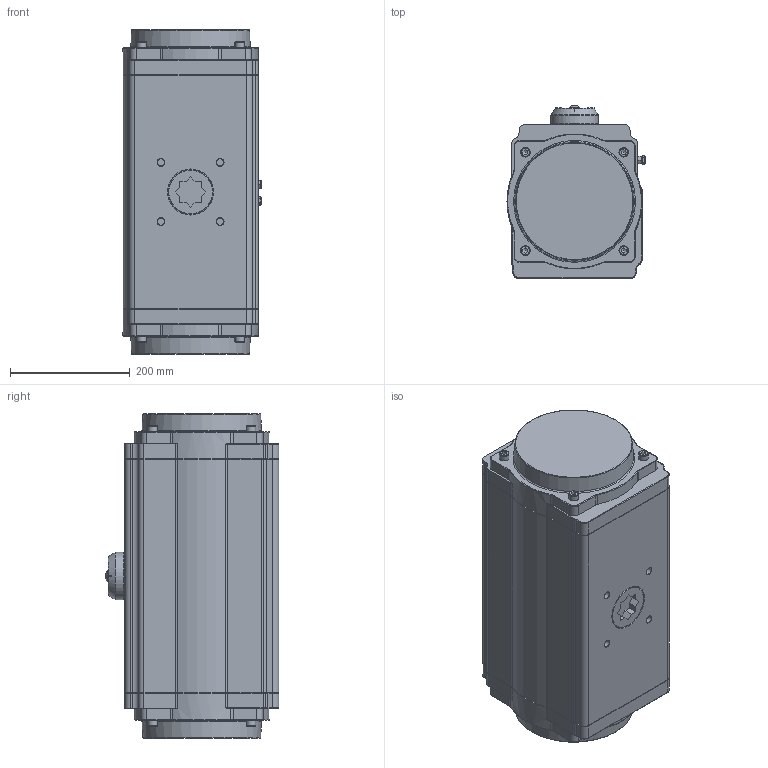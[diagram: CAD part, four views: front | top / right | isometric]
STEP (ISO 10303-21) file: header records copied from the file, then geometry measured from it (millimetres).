
FILE_DESCRIPTION(/* description */ (''),/* implementation_level */ '2;1');
FILE_NAME(/* name */ 'DA-210_3D_STEP.stp',/* time_stamp */ '2024-12-25T01:33:11+03:00',/* author */ ('igorr'),/* organization */ (''),/* preprocessor_version */ 'ST-DEVELOPER v20',/* originating_system */ 'Autodesk Inventor 2025',/* authorisation */ '');
FILE_SCHEMA (('AUTOMOTIVE_DESIGN { 1 0 10303 214 3 1 1 }'));
Length unit declared in the file: millimetre
Products named in the file (6): Сборка; Деталь1; JIS B 1111 - M8x10; ANSI B18.2.4.2M - M8x1,25; AS 1110 - M8 x 12; AS 1420 - 1973 - M10 x 16
Assembly tree (14 placements, depth 2):
  Сборка
    Деталь1
    JIS B 1111 - M8x10
    ANSI B18.2.4.2M - M8x1,25  x2
    AS 1110 - M8 x 12  x2
    AS 1420 - 1973 - M10 x 16  x8
Bounding box: 230.8 x 289.63 x 542 mm (x, y, z)
Volume: 27674891 mm3; surface area: 897112.3 mm2
Topology: 16 solids, 16 shells, 654 faces, 1608 edges, 1028 vertices
Faces by surface type: plane 310, cylinder 175, cone 73, torus 68, bspline 27, sphere 1
Full cylindrical faces by diameter (mm): 1 x2, 5 x8, 6.647 x2, 6.75 x1, 8 x5, 10 x8, 11 x12, 11.89 x2, 12 x4, 13 x2, 16 x8, 17.8 x1, 20 x1, 47.271 x1, 75 x1, 77 x1, 79 x1
Entity records: 16619 total; most frequent: CARTESIAN_POINT 3843, DIRECTION 2592, ORIENTED_EDGE 2502, EDGE_CURVE 1251, AXIS2_PLACEMENT_3D 977, VERTEX_POINT 801, LINE 638, VECTOR 638
